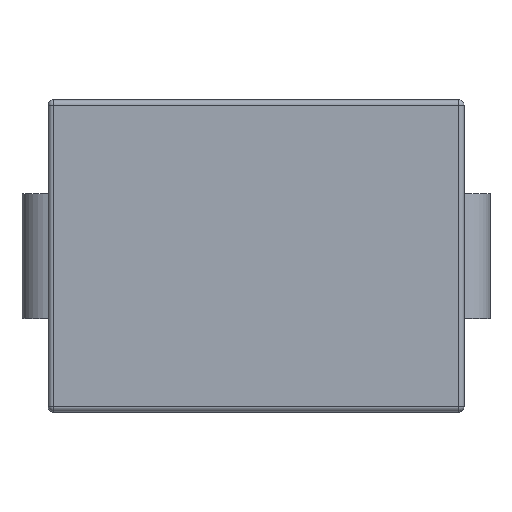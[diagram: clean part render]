
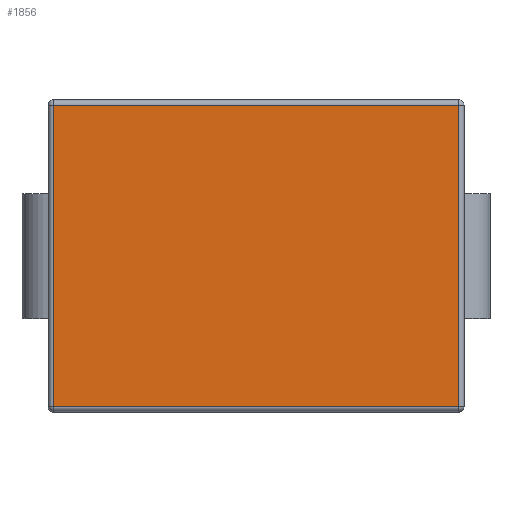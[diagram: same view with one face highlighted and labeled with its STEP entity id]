
A CAD part, top view. The second image highlights one B-rep face of the part: STEP entity #1856.
In plain terms, the highlighted face is planar.
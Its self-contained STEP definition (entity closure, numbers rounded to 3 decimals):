
#406=ORIENTED_EDGE('',*,*,#638,.F.);
#407=ORIENTED_EDGE('',*,*,#635,.F.);
#408=ORIENTED_EDGE('',*,*,#643,.F.);
#409=ORIENTED_EDGE('',*,*,#646,.F.);
#635=EDGE_CURVE('',#787,#785,#886,.T.);
#638=EDGE_CURVE('',#785,#788,#888,.T.);
#643=EDGE_CURVE('',#790,#787,#889,.T.);
#646=EDGE_CURVE('',#788,#790,#891,.T.);
#785=VERTEX_POINT('',#2666);
#787=VERTEX_POINT('',#2674);
#788=VERTEX_POINT('',#2679);
#790=VERTEX_POINT('',#2689);
#886=LINE('',#2675,#998);
#888=LINE('',#2680,#1000);
#889=LINE('',#2690,#1001);
#891=LINE('',#2695,#1003);
#998=VECTOR('',#2258,1000.);
#1000=VECTOR('',#2264,1000.);
#1001=VECTOR('',#2279,1000.);
#1003=VECTOR('',#2285,1000.);
#1110=EDGE_LOOP('',(#406,#407,#408,#409));
#1190=FACE_BOUND('',#1110,.T.);
#1222=PLANE('',#2007);
#1856=ADVANCED_FACE('',(#1190),#1222,.F.);
#2007=AXIS2_PLACEMENT_3D('',#2757,#2368,#2369);
#2258=DIRECTION('',(1.,0.,0.));
#2264=DIRECTION('',(0.,1.,0.));
#2279=DIRECTION('',(0.,-1.,0.));
#2285=DIRECTION('',(-1.,0.,0.));
#2368=DIRECTION('',(0.,0.,1.));
#2369=DIRECTION('',(1.,0.,0.));
#2666=CARTESIAN_POINT('',(1.95,-1.45,-1.07));
#2674=CARTESIAN_POINT('',(-1.95,-1.45,-1.07));
#2675=CARTESIAN_POINT('',(-2.,-1.45,-1.07));
#2679=CARTESIAN_POINT('',(1.95,1.45,-1.07));
#2680=CARTESIAN_POINT('',(1.95,-1.5,-1.07));
#2689=CARTESIAN_POINT('',(-1.95,1.45,-1.07));
#2690=CARTESIAN_POINT('',(-1.95,-1.5,-1.07));
#2695=CARTESIAN_POINT('',(-2.,1.45,-1.07));
#2757=CARTESIAN_POINT('',(-2.,-1.5,-1.07));
